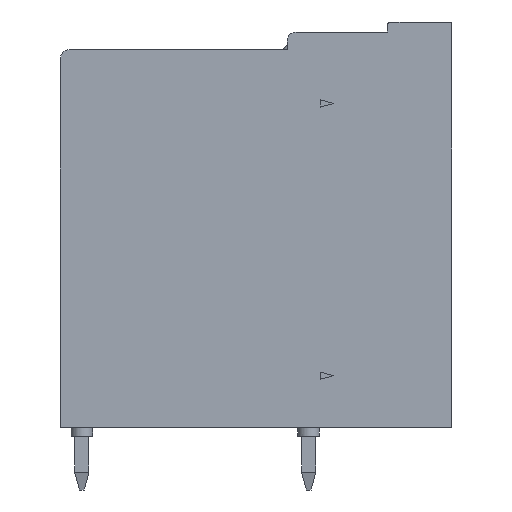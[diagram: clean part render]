
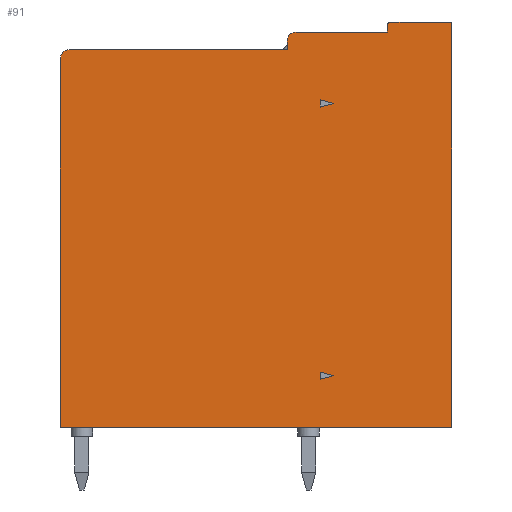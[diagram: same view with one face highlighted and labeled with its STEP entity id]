
A CAD part, left-side view. The second image highlights one B-rep face of the part: STEP entity #91.
In plain terms, the highlighted face is planar.
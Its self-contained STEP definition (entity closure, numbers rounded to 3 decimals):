
#32=FACE_BOUND($,#1240,.T.);
#33=FACE_BOUND($,#1241,.T.);
#91=ADVANCED_FACE($,(#665,#32,#33),#7129,.T.);
#665=FACE_OUTER_BOUND($,#1239,.T.);
#1239=EDGE_LOOP($,(#1881,#1882,#1883,#1884,#1885,#1886,#1887,#1888,#1889,
#1890,#1891,#1892));
#1240=EDGE_LOOP($,(#1893,#1894,#1895));
#1241=EDGE_LOOP($,(#1896,#1897,#1898));
#1881=ORIENTED_EDGE($,*,*,#4711,.T.);
#1882=ORIENTED_EDGE($,*,*,#4712,.T.);
#1883=ORIENTED_EDGE($,*,*,#4713,.T.);
#1884=ORIENTED_EDGE($,*,*,#4714,.T.);
#1885=ORIENTED_EDGE($,*,*,#4715,.T.);
#1886=ORIENTED_EDGE($,*,*,#4716,.T.);
#1887=ORIENTED_EDGE($,*,*,#4717,.T.);
#1888=ORIENTED_EDGE($,*,*,#4718,.T.);
#1889=ORIENTED_EDGE($,*,*,#4719,.T.);
#1890=ORIENTED_EDGE($,*,*,#4720,.T.);
#1891=ORIENTED_EDGE($,*,*,#4721,.T.);
#1892=ORIENTED_EDGE($,*,*,#4722,.T.);
#1893=ORIENTED_EDGE($,*,*,#4725,.T.);
#1894=ORIENTED_EDGE($,*,*,#4723,.T.);
#1895=ORIENTED_EDGE($,*,*,#4724,.T.);
#1896=ORIENTED_EDGE($,*,*,#4728,.T.);
#1897=ORIENTED_EDGE($,*,*,#4726,.T.);
#1898=ORIENTED_EDGE($,*,*,#4727,.T.);
#4711=EDGE_CURVE($,#6126,#6127,#7863,.T.);
#4712=EDGE_CURVE($,#6127,#6128,#7582,.T.);
#4713=EDGE_CURVE($,#6128,#6129,#7864,.T.);
#4714=EDGE_CURVE($,#6129,#6130,#7865,.T.);
#4715=EDGE_CURVE($,#6130,#6131,#7583,.T.);
#4716=EDGE_CURVE($,#6131,#6132,#7866,.T.);
#4717=EDGE_CURVE($,#6132,#6133,#7867,.T.);
#4718=EDGE_CURVE($,#6133,#6134,#7868,.T.);
#4719=EDGE_CURVE($,#6134,#6135,#7584,.T.);
#4720=EDGE_CURVE($,#6135,#6136,#7869,.T.);
#4721=EDGE_CURVE($,#6136,#6137,#7585,.T.);
#4722=EDGE_CURVE($,#6137,#6126,#7870,.T.);
#4723=EDGE_CURVE($,#6138,#6139,#7871,.T.);
#4724=EDGE_CURVE($,#6139,#6140,#7872,.T.);
#4725=EDGE_CURVE($,#6140,#6138,#7873,.T.);
#4726=EDGE_CURVE($,#6141,#6142,#7874,.T.);
#4727=EDGE_CURVE($,#6142,#6143,#7875,.T.);
#4728=EDGE_CURVE($,#6143,#6141,#7876,.T.);
#6126=VERTEX_POINT($,#14744);
#6127=VERTEX_POINT($,#14745);
#6128=VERTEX_POINT($,#14746);
#6129=VERTEX_POINT($,#14747);
#6130=VERTEX_POINT($,#14748);
#6131=VERTEX_POINT($,#14749);
#6132=VERTEX_POINT($,#14750);
#6133=VERTEX_POINT($,#14751);
#6134=VERTEX_POINT($,#14752);
#6135=VERTEX_POINT($,#14753);
#6136=VERTEX_POINT($,#14754);
#6137=VERTEX_POINT($,#14755);
#6138=VERTEX_POINT($,#14756);
#6139=VERTEX_POINT($,#14757);
#6140=VERTEX_POINT($,#14758);
#6141=VERTEX_POINT($,#14759);
#6142=VERTEX_POINT($,#14760);
#6143=VERTEX_POINT($,#14761);
#7129=PLANE($,#9061);
#7582=(
BOUNDED_CURVE()
B_SPLINE_CURVE(2,(#10047,#10048,#10049),.UNSPECIFIED.,.F.,.F.)
B_SPLINE_CURVE_WITH_KNOTS((3,3),(-0.785,0.),.UNSPECIFIED.)
CURVE()
GEOMETRIC_REPRESENTATION_ITEM()
RATIONAL_B_SPLINE_CURVE((1.,0.707,1.))
REPRESENTATION_ITEM($)
);
#7583=(
BOUNDED_CURVE()
B_SPLINE_CURVE(2,(#10054,#10055,#10056),.UNSPECIFIED.,.F.,.F.)
B_SPLINE_CURVE_WITH_KNOTS((3,3),(0.,0.785),.UNSPECIFIED.)
CURVE()
GEOMETRIC_REPRESENTATION_ITEM()
RATIONAL_B_SPLINE_CURVE((1.,0.707,1.))
REPRESENTATION_ITEM($)
);
#7584=(
BOUNDED_CURVE()
B_SPLINE_CURVE(2,(#10063,#10064,#10065),.UNSPECIFIED.,.F.,.F.)
B_SPLINE_CURVE_WITH_KNOTS((3,3),(0.,0.157),.UNSPECIFIED.)
CURVE()
GEOMETRIC_REPRESENTATION_ITEM()
RATIONAL_B_SPLINE_CURVE((1.,0.707,1.))
REPRESENTATION_ITEM($)
);
#7585=(
BOUNDED_CURVE()
B_SPLINE_CURVE(2,(#10068,#10069,#10070),.UNSPECIFIED.,.F.,.F.)
B_SPLINE_CURVE_WITH_KNOTS((3,3),(0.,0.314),.UNSPECIFIED.)
CURVE()
GEOMETRIC_REPRESENTATION_ITEM()
RATIONAL_B_SPLINE_CURVE((1.,0.707,1.))
REPRESENTATION_ITEM($)
);
#7863=B_SPLINE_CURVE_WITH_KNOTS($,1,(#10045,#10046),.UNSPECIFIED.,.F.,.F.,
(2,2),(-5.1,0.),.UNSPECIFIED.);
#7864=B_SPLINE_CURVE_WITH_KNOTS($,1,(#10050,#10051),.UNSPECIFIED.,.F.,.F.,
(2,2),(-0.5,0.),.UNSPECIFIED.);
#7865=B_SPLINE_CURVE_WITH_KNOTS($,1,(#10052,#10053),.UNSPECIFIED.,.F.,.F.,
(2,2),(-12.2,0.),.UNSPECIFIED.);
#7866=B_SPLINE_CURVE_WITH_KNOTS($,1,(#10057,#10058),.UNSPECIFIED.,.F.,.F.,
(2,2),(-20.64,0.),.UNSPECIFIED.);
#7867=B_SPLINE_CURVE_WITH_KNOTS($,1,(#10059,#10060),.UNSPECIFIED.,.F.,.F.,
(2,2),(-21.9,0.),.UNSPECIFIED.);
#7868=B_SPLINE_CURVE_WITH_KNOTS($,1,(#10061,#10062),.UNSPECIFIED.,.F.,.F.,
(2,2),(-22.6,0.),.UNSPECIFIED.);
#7869=B_SPLINE_CURVE_WITH_KNOTS($,1,(#10066,#10067),.UNSPECIFIED.,.F.,.F.,
(2,2),(-3.3,0.),.UNSPECIFIED.);
#7870=B_SPLINE_CURVE_WITH_KNOTS($,1,(#10071,#10072),.UNSPECIFIED.,.F.,.F.,
(2,2),(-0.36,0.),.UNSPECIFIED.);
#7871=B_SPLINE_CURVE_WITH_KNOTS($,1,(#10073,#10074),.UNSPECIFIED.,.F.,.F.,
(2,2),(0.,0.402),.UNSPECIFIED.);
#7872=B_SPLINE_CURVE_WITH_KNOTS($,1,(#10075,#10076),.UNSPECIFIED.,.F.,.F.,
(2,2),(0.,0.776),.UNSPECIFIED.);
#7873=B_SPLINE_CURVE_WITH_KNOTS($,1,(#10077,#10078),.UNSPECIFIED.,.F.,.F.,
(2,2),(0.,0.776),.UNSPECIFIED.);
#7874=B_SPLINE_CURVE_WITH_KNOTS($,1,(#10079,#10080),.UNSPECIFIED.,.F.,.F.,
(2,2),(0.,0.776),.UNSPECIFIED.);
#7875=B_SPLINE_CURVE_WITH_KNOTS($,1,(#10081,#10082),.UNSPECIFIED.,.F.,.F.,
(2,2),(0.,0.402),.UNSPECIFIED.);
#7876=B_SPLINE_CURVE_WITH_KNOTS($,1,(#10083,#10084),.UNSPECIFIED.,.F.,.F.,
(2,2),(0.,0.776),.UNSPECIFIED.);
#9061=AXIS2_PLACEMENT_3D($,#13418,#9525,$);
#9525=DIRECTION($,(0.,0.,1.));
#10045=CARTESIAN_POINT($,(-15.057,73.345,2.6));
#10046=CARTESIAN_POINT($,(-20.157,73.345,2.6));
#10047=CARTESIAN_POINT($,(-20.157,73.345,2.6));
#10048=CARTESIAN_POINT($,(-20.657,73.345,2.6));
#10049=CARTESIAN_POINT($,(-20.657,72.845,2.6));
#10050=CARTESIAN_POINT($,(-20.657,72.845,2.6));
#10051=CARTESIAN_POINT($,(-20.657,72.345,2.6));
#10052=CARTESIAN_POINT($,(-20.657,72.345,2.6));
#10053=CARTESIAN_POINT($,(-32.857,72.345,2.6));
#10054=CARTESIAN_POINT($,(-32.857,72.345,2.6));
#10055=CARTESIAN_POINT($,(-33.357,72.345,2.6));
#10056=CARTESIAN_POINT($,(-33.357,71.845,2.6));
#10057=CARTESIAN_POINT($,(-33.357,71.845,2.6));
#10058=CARTESIAN_POINT($,(-33.357,51.205,2.6));
#10059=CARTESIAN_POINT($,(-33.357,51.205,2.6));
#10060=CARTESIAN_POINT($,(-11.457,51.205,2.6));
#10061=CARTESIAN_POINT($,(-11.457,51.205,2.6));
#10062=CARTESIAN_POINT($,(-11.457,73.805,2.6));
#10063=CARTESIAN_POINT($,(-11.457,73.805,2.6));
#10064=CARTESIAN_POINT($,(-11.457,73.905,2.6));
#10065=CARTESIAN_POINT($,(-11.557,73.905,2.6));
#10066=CARTESIAN_POINT($,(-11.557,73.905,2.6));
#10067=CARTESIAN_POINT($,(-14.857,73.905,2.6));
#10068=CARTESIAN_POINT($,(-14.857,73.905,2.6));
#10069=CARTESIAN_POINT($,(-15.057,73.905,2.6));
#10070=CARTESIAN_POINT($,(-15.057,73.705,2.6));
#10071=CARTESIAN_POINT($,(-15.057,73.705,2.6));
#10072=CARTESIAN_POINT($,(-15.057,73.345,2.6));
#10073=CARTESIAN_POINT($,(-18.807,69.144,2.6));
#10074=CARTESIAN_POINT($,(-18.807,69.546,2.6));
#10075=CARTESIAN_POINT($,(-18.807,69.546,2.6));
#10076=CARTESIAN_POINT($,(-18.057,69.345,2.6));
#10077=CARTESIAN_POINT($,(-18.057,69.345,2.6));
#10078=CARTESIAN_POINT($,(-18.807,69.144,2.6));
#10079=CARTESIAN_POINT($,(-18.057,54.105,2.6));
#10080=CARTESIAN_POINT($,(-18.807,53.904,2.6));
#10081=CARTESIAN_POINT($,(-18.807,53.904,2.6));
#10082=CARTESIAN_POINT($,(-18.807,54.306,2.6));
#10083=CARTESIAN_POINT($,(-18.807,54.306,2.6));
#10084=CARTESIAN_POINT($,(-18.057,54.105,2.6));
#13418=CARTESIAN_POINT($,(-33.357,51.205,2.6));
#14744=CARTESIAN_POINT($,(-15.057,73.345,2.6));
#14745=CARTESIAN_POINT($,(-20.157,73.345,2.6));
#14746=CARTESIAN_POINT($,(-20.657,72.845,2.6));
#14747=CARTESIAN_POINT($,(-20.657,72.345,2.6));
#14748=CARTESIAN_POINT($,(-32.857,72.345,2.6));
#14749=CARTESIAN_POINT($,(-33.357,71.845,2.6));
#14750=CARTESIAN_POINT($,(-33.357,51.205,2.6));
#14751=CARTESIAN_POINT($,(-11.457,51.205,2.6));
#14752=CARTESIAN_POINT($,(-11.457,73.805,2.6));
#14753=CARTESIAN_POINT($,(-11.557,73.905,2.6));
#14754=CARTESIAN_POINT($,(-14.857,73.905,2.6));
#14755=CARTESIAN_POINT($,(-15.057,73.705,2.6));
#14756=CARTESIAN_POINT($,(-18.807,69.144,2.6));
#14757=CARTESIAN_POINT($,(-18.807,69.546,2.6));
#14758=CARTESIAN_POINT($,(-18.057,69.345,2.6));
#14759=CARTESIAN_POINT($,(-18.057,54.105,2.6));
#14760=CARTESIAN_POINT($,(-18.807,53.904,2.6));
#14761=CARTESIAN_POINT($,(-18.807,54.306,2.6));
